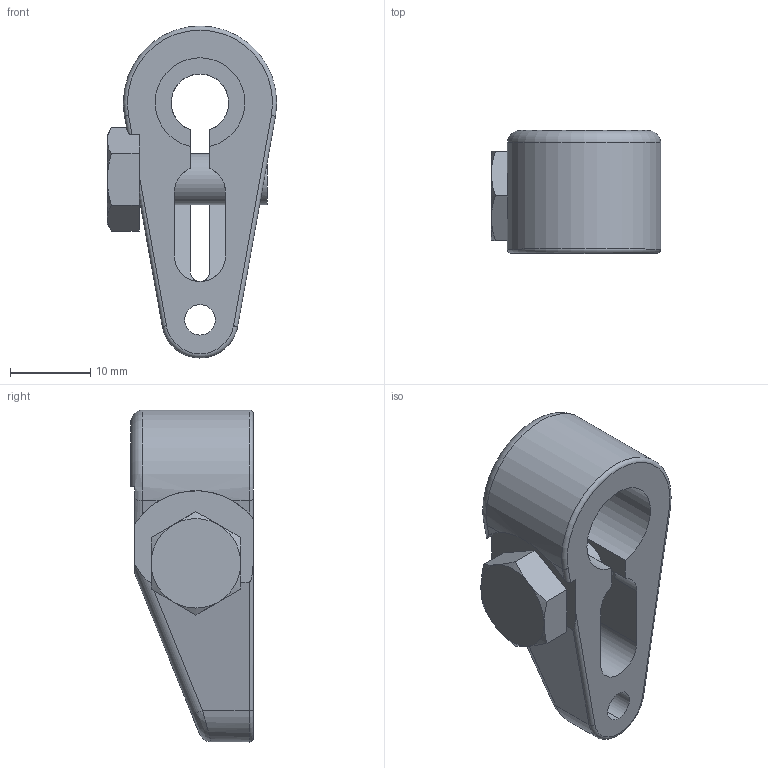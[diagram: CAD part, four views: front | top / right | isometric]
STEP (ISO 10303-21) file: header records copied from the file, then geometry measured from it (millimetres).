
FILE_DESCRIPTION((''),'2;1');
FILE_NAME('ILC91520501','2020-01-28T',('npeters'),(''),'PRO/ENGINEER BY PARAMETRIC TECHNOLOGY CORPORATION, 2013320','PRO/ENGINEER BY PARAMETRIC TECHNOLOGY CORPORATION, 2013320','');
FILE_SCHEMA(('AUTOMOTIVE_DESIGN { 1 0 10303 214 1 1 1 1 }'));
Length unit declared in the file: inch
Products named in the file (1): ILC91520501
Bounding box: 21.03 x 15.24 x 41.25 mm (x, y, z)
Volume: 5477.1 mm3; surface area: 3716.9 mm2
Topology: 1 solids, 1 shells, 65 faces, 178 edges, 113 vertices
Faces by surface type: plane 28, cylinder 27, cone 6, torus 3, bspline 1
Entity records: 3145 total; most frequent: CARTESIAN_POINT 728, ORIENTED_EDGE 356, DIRECTION 315, PRESENTATION_STYLE_ASSIGNMENT 195, STYLED_ITEM 179, CURVE_STYLE 178, EDGE_CURVE 178, AXIS2_PLACEMENT_3D 114
